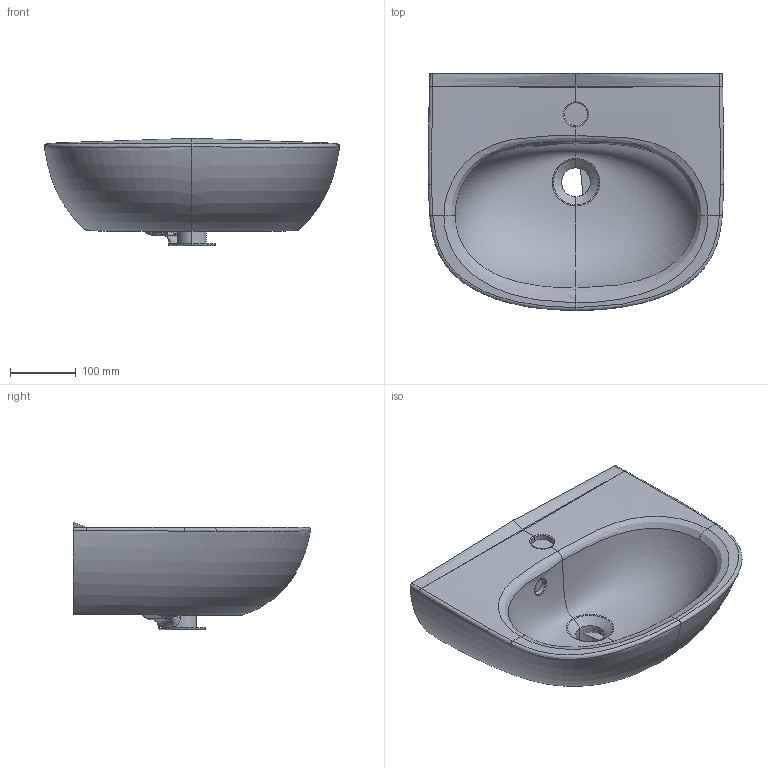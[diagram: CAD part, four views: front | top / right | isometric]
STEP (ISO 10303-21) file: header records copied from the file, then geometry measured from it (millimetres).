
FILE_DESCRIPTION(/* description */ (''),/* implementation_level */ '2;1');
FILE_NAME(/* name */ '434045.stp',/* time_stamp */ '2022-04-13T13:56:10+02:00',/* author */ (''),/* organization */ (''),/* preprocessor_version */ 'ST-DEVELOPER v18.1',/* originating_system */ 'SIEMENS PLM Software NX 1973',/* authorisation */ '');
FILE_SCHEMA (('AUTOMOTIVE_DESIGN { 1 0 10303 214 3 1 1 1 }'));
Length unit declared in the file: millimetre
Products named in the file (1): Conz268836689hzg
Bounding box: 448.29 x 360.11 x 163.07 mm (x, y, z)
Volume: 10369363.7 mm3; surface area: 483580.5 mm2
Topology: 1 solids, 1 shells, 152 faces, 378 edges, 230 vertices
Faces by surface type: bspline 86, plane 22, cylinder 17, extrusion 13, cone 11, torus 3
Full cylindrical faces by diameter (mm): 25 x1
Entity records: 26121 total; most frequent: CARTESIAN_POINT 23237, ORIENTED_EDGE 748, EDGE_CURVE 374, DIRECTION 347, B_SPLINE_CURVE_WITH_KNOTS 234, VERTEX_POINT 228, EDGE_LOOP 158, ADVANCED_FACE 152
